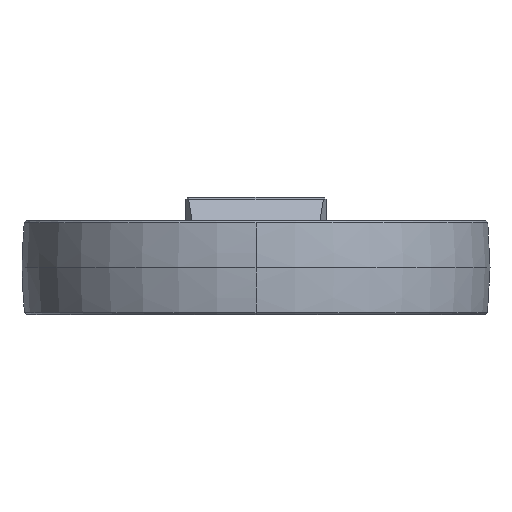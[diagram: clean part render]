
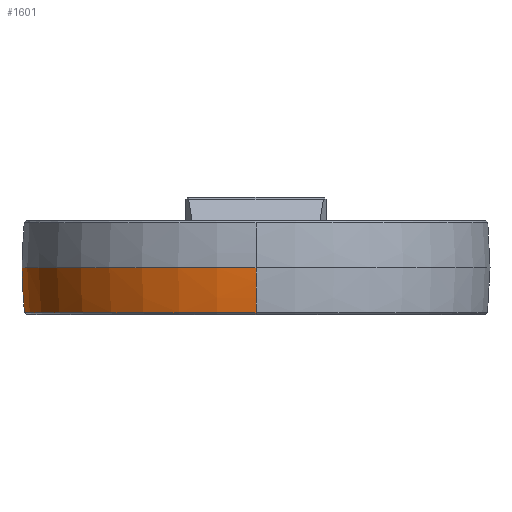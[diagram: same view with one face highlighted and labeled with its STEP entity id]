
A CAD part, left-side view. The second image highlights one B-rep face of the part: STEP entity #1601.
In plain terms, the highlighted face is a revolution surface.
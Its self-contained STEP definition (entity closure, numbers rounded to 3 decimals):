
#82 = SURFACE_OF_REVOLUTION('',#83,#88);
#83 = CIRCLE('',#84,64.307);
#84 = AXIS2_PLACEMENT_3D('',#85,#86,#87);
#85 = CARTESIAN_POINT('',(33.053,0.,
    6.933));
#86 = DIRECTION('',(0.,-1.,0.));
#87 = DIRECTION('',(1.,0.,0.));
#88 = AXIS1_PLACEMENT('',#89,#90);
#89 = CARTESIAN_POINT('',(0.,0.,0.));
#90 = DIRECTION('',(0.,0.,1.));
#321 = VERTEX_POINT('',#322);
#322 = CARTESIAN_POINT('',(-30.908,0.,
    0.273));
#360 = CONICAL_SURFACE('',#361,30.635,0.785);
#361 = AXIS2_PLACEMENT_3D('',#362,#363,#364);
#362 = CARTESIAN_POINT('',(0.,0.,0.));
#363 = DIRECTION('',(0.,0.,1.));
#364 = DIRECTION('',(-1.,0.,0.));
#516 = EDGE_CURVE('',#517,#321,#519,.T.);
#517 = VERTEX_POINT('',#518);
#518 = CARTESIAN_POINT('',(-31.25,0.,6.25));
#519 = SURFACE_CURVE('',#520,(#525,#532),.PCURVE_S1.);
#520 = CIRCLE('',#521,64.307);
#521 = AXIS2_PLACEMENT_3D('',#522,#523,#524);
#522 = CARTESIAN_POINT('',(33.053,0.,
    6.933));
#523 = DIRECTION('',(0.,-1.,0.));
#524 = DIRECTION('',(1.,0.,0.));
#525 = PCURVE('',#82,#526);
#526 = DEFINITIONAL_REPRESENTATION('',(#527),#531);
#527 = LINE('',#528,#529);
#528 = CARTESIAN_POINT('',(0.,0.));
#529 = VECTOR('',#530,1.);
#530 = DIRECTION('',(0.,1.));
#531 = ( GEOMETRIC_REPRESENTATION_CONTEXT(2) 
PARAMETRIC_REPRESENTATION_CONTEXT() REPRESENTATION_CONTEXT('2D SPACE',''
  ) );
#532 = PCURVE('',#533,#542);
#533 = SURFACE_OF_REVOLUTION('',#534,#539);
#534 = CIRCLE('',#535,64.307);
#535 = AXIS2_PLACEMENT_3D('',#536,#537,#538);
#536 = CARTESIAN_POINT('',(33.053,0.,
    6.933));
#537 = DIRECTION('',(0.,-1.,0.));
#538 = DIRECTION('',(1.,0.,0.));
#539 = AXIS1_PLACEMENT('',#540,#541);
#540 = CARTESIAN_POINT('',(0.,0.,0.));
#541 = DIRECTION('',(0.,0.,1.));
#542 = DEFINITIONAL_REPRESENTATION('',(#543),#547);
#543 = LINE('',#544,#545);
#544 = CARTESIAN_POINT('',(6.283,0.));
#545 = VECTOR('',#546,1.);
#546 = DIRECTION('',(0.,1.));
#547 = ( GEOMETRIC_REPRESENTATION_CONTEXT(2) 
PARAMETRIC_REPRESENTATION_CONTEXT() REPRESENTATION_CONTEXT('2D SPACE',''
  ) );
#736 = SURFACE_OF_REVOLUTION('',#737,#742);
#737 = CIRCLE('',#738,64.307);
#738 = AXIS2_PLACEMENT_3D('',#739,#740,#741);
#739 = CARTESIAN_POINT('',(33.057,0.,
    6.079));
#740 = DIRECTION('',(0.,-1.,0.));
#741 = DIRECTION('',(1.,0.,0.));
#742 = AXIS1_PLACEMENT('',#743,#744);
#743 = CARTESIAN_POINT('',(0.,0.,0.));
#744 = DIRECTION('',(0.,0.,1.));
#1002 = PLANE('',#1003);
#1003 = AXIS2_PLACEMENT_3D('',#1004,#1005,#1006);
#1004 = CARTESIAN_POINT('',(29.064,7.926,0.));
#1005 = DIRECTION('',(-0.263,0.965,0.));
#1006 = DIRECTION('',(0.965,0.263,0.));
#1498 = VERTEX_POINT('',#1499);
#1499 = CARTESIAN_POINT('',(29.819,8.132,
    0.273));
#1548 = EDGE_CURVE('',#1498,#321,#1549,.T.);
#1549 = SURFACE_CURVE('',#1550,(#1555,#1562),.PCURVE_S1.);
#1550 = CIRCLE('',#1551,30.908);
#1551 = AXIS2_PLACEMENT_3D('',#1552,#1553,#1554);
#1552 = CARTESIAN_POINT('',(0.,0.,0.273));
#1553 = DIRECTION('',(0.,0.,1.));
#1554 = DIRECTION('',(-1.,0.,0.));
#1555 = PCURVE('',#360,#1556);
#1556 = DEFINITIONAL_REPRESENTATION('',(#1557),#1561);
#1557 = LINE('',#1558,#1559);
#1558 = CARTESIAN_POINT('',(0.,0.273));
#1559 = VECTOR('',#1560,1.);
#1560 = DIRECTION('',(1.,0.));
#1561 = ( GEOMETRIC_REPRESENTATION_CONTEXT(2) 
PARAMETRIC_REPRESENTATION_CONTEXT() REPRESENTATION_CONTEXT('2D SPACE',''
  ) );
#1562 = PCURVE('',#533,#1563);
#1563 = DEFINITIONAL_REPRESENTATION('',(#1564),#1568);
#1564 = LINE('',#1565,#1566);
#1565 = CARTESIAN_POINT('',(0.,3.245));
#1566 = VECTOR('',#1567,1.);
#1567 = DIRECTION('',(1.,0.));
#1568 = ( GEOMETRIC_REPRESENTATION_CONTEXT(2) 
PARAMETRIC_REPRESENTATION_CONTEXT() REPRESENTATION_CONTEXT('2D SPACE',''
  ) );
#1601 = ADVANCED_FACE('',(#1602),#533,.F.);
#1602 = FACE_BOUND('',#1603,.F.);
#1603 = EDGE_LOOP('',(#1604,#1628,#1629,#1630));
#1604 = ORIENTED_EDGE('',*,*,#1605,.T.);
#1605 = EDGE_CURVE('',#1606,#517,#1608,.T.);
#1606 = VERTEX_POINT('',#1607);
#1607 = CARTESIAN_POINT('',(30.149,8.222,6.25));
#1608 = SURFACE_CURVE('',#1609,(#1614,#1621),.PCURVE_S1.);
#1609 = CIRCLE('',#1610,31.25);
#1610 = AXIS2_PLACEMENT_3D('',#1611,#1612,#1613);
#1611 = CARTESIAN_POINT('',(0.,0.,6.25));
#1612 = DIRECTION('',(0.,0.,1.));
#1613 = DIRECTION('',(-1.,0.,0.));
#1614 = PCURVE('',#533,#1615);
#1615 = DEFINITIONAL_REPRESENTATION('',(#1616),#1620);
#1616 = LINE('',#1617,#1618);
#1617 = CARTESIAN_POINT('',(0.,3.152));
#1618 = VECTOR('',#1619,1.);
#1619 = DIRECTION('',(1.,0.));
#1620 = ( GEOMETRIC_REPRESENTATION_CONTEXT(2) 
PARAMETRIC_REPRESENTATION_CONTEXT() REPRESENTATION_CONTEXT('2D SPACE',''
  ) );
#1621 = PCURVE('',#736,#1622);
#1622 = DEFINITIONAL_REPRESENTATION('',(#1623),#1627);
#1623 = LINE('',#1624,#1625);
#1624 = CARTESIAN_POINT('',(0.,3.139));
#1625 = VECTOR('',#1626,1.);
#1626 = DIRECTION('',(1.,0.));
#1627 = ( GEOMETRIC_REPRESENTATION_CONTEXT(2) 
PARAMETRIC_REPRESENTATION_CONTEXT() REPRESENTATION_CONTEXT('2D SPACE',''
  ) );
#1628 = ORIENTED_EDGE('',*,*,#516,.T.);
#1629 = ORIENTED_EDGE('',*,*,#1548,.F.);
#1630 = ORIENTED_EDGE('',*,*,#1631,.F.);
#1631 = EDGE_CURVE('',#1606,#1498,#1632,.T.);
#1632 = SURFACE_CURVE('',#1633,(#1642,#1654),.PCURVE_S1.);
#1633 = B_SPLINE_CURVE_WITH_KNOTS('',4,(#1634,#1635,#1636,#1637,#1638,
    #1639,#1640,#1641),.UNSPECIFIED.,.F.,.F.,(5,3,5),(0.,0.5,
    1.),.UNSPECIFIED.);
#1634 = CARTESIAN_POINT('',(30.149,8.222,6.25));
#1635 = CARTESIAN_POINT('',(30.141,8.22,
    5.501));
#1636 = CARTESIAN_POINT('',(30.122,8.215,
    4.753));
#1637 = CARTESIAN_POINT('',(30.092,8.207,
    4.005));
#1638 = CARTESIAN_POINT('',(30.01,8.184,
    2.51));
#1639 = CARTESIAN_POINT('',(29.957,8.17,
    1.763));
#1640 = CARTESIAN_POINT('',(29.893,8.153,
    1.017));
#1641 = CARTESIAN_POINT('',(29.819,8.132,
    0.273));
#1642 = PCURVE('',#533,#1643);
#1643 = DEFINITIONAL_REPRESENTATION('',(#1644),#1653);
#1644 = B_SPLINE_CURVE_WITH_KNOTS('',4,(#1645,#1646,#1647,#1648,#1649,
    #1650,#1651,#1652),.UNSPECIFIED.,.F.,.F.,(5,3,5),(0.,0.5,
    1.),.UNSPECIFIED.);
#1645 = CARTESIAN_POINT('',(3.408,3.152));
#1646 = CARTESIAN_POINT('',(3.408,3.164));
#1647 = CARTESIAN_POINT('',(3.408,3.176));
#1648 = CARTESIAN_POINT('',(3.408,3.187));
#1649 = CARTESIAN_POINT('',(3.408,3.21));
#1650 = CARTESIAN_POINT('',(3.408,3.222));
#1651 = CARTESIAN_POINT('',(3.408,3.234));
#1652 = CARTESIAN_POINT('',(3.408,3.245));
#1653 = ( GEOMETRIC_REPRESENTATION_CONTEXT(2) 
PARAMETRIC_REPRESENTATION_CONTEXT() REPRESENTATION_CONTEXT('2D SPACE',''
  ) );
#1654 = PCURVE('',#1002,#1655);
#1655 = DEFINITIONAL_REPRESENTATION('',(#1656),#1665);
#1656 = B_SPLINE_CURVE_WITH_KNOTS('',4,(#1657,#1658,#1659,#1660,#1661,
    #1662,#1663,#1664),.UNSPECIFIED.,.F.,.F.,(5,3,5),(0.,0.5,
    1.),.UNSPECIFIED.);
#1657 = CARTESIAN_POINT('',(1.125,-6.25));
#1658 = CARTESIAN_POINT('',(1.117,-5.501));
#1659 = CARTESIAN_POINT('',(1.097,-4.753));
#1660 = CARTESIAN_POINT('',(1.066,-4.005));
#1661 = CARTESIAN_POINT('',(0.981,-2.51));
#1662 = CARTESIAN_POINT('',(0.926,-1.763));
#1663 = CARTESIAN_POINT('',(0.86,-1.017));
#1664 = CARTESIAN_POINT('',(0.783,-0.273));
#1665 = ( GEOMETRIC_REPRESENTATION_CONTEXT(2) 
PARAMETRIC_REPRESENTATION_CONTEXT() REPRESENTATION_CONTEXT('2D SPACE',''
  ) );
